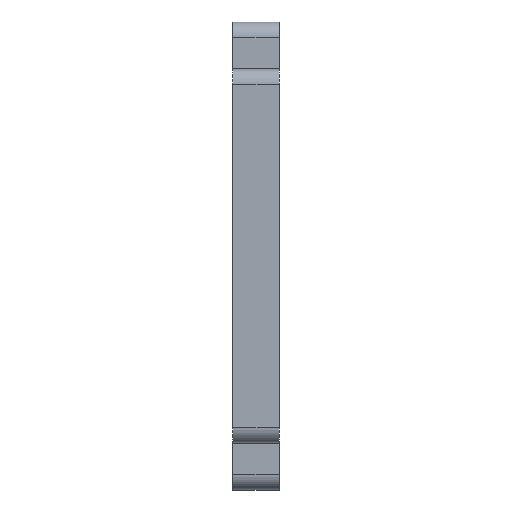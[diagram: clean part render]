
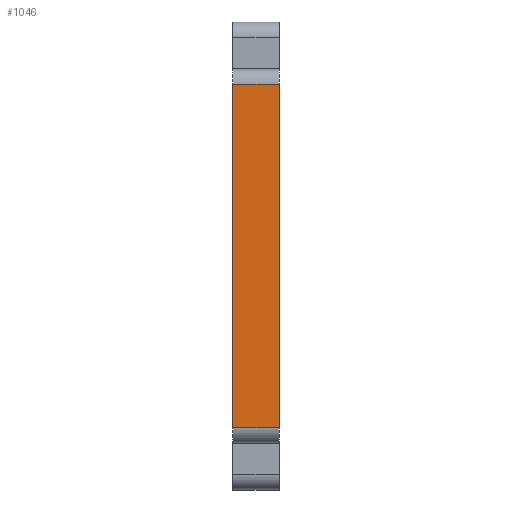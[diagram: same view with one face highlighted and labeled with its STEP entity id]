
A CAD part, left-side view. The second image highlights one B-rep face of the part: STEP entity #1046.
In plain terms, the highlighted planar face has unit normal (-1, 0, 0).
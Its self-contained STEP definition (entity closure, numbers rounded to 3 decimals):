
#31=PLANE('',#1172);
#70=FACE_OUTER_BOUND('',#134,.T.);
#134=EDGE_LOOP('',(#855,#856,#857,#858));
#191=LINE('',#1595,#295);
#215=LINE('',#1690,#319);
#240=LINE('',#1770,#344);
#242=LINE('',#1773,#346);
#295=VECTOR('',#1263,10.);
#319=VECTOR('',#1339,10.);
#344=VECTOR('',#1418,10.);
#346=VECTOR('',#1422,10.);
#460=VERTEX_POINT('',#1592);
#461=VERTEX_POINT('',#1594);
#505=VERTEX_POINT('',#1687);
#506=VERTEX_POINT('',#1689);
#566=EDGE_CURVE('',#460,#461,#191,.T.);
#614=EDGE_CURVE('',#505,#506,#215,.T.);
#656=EDGE_CURVE('',#506,#460,#240,.T.);
#658=EDGE_CURVE('',#461,#505,#242,.T.);
#855=ORIENTED_EDGE('',*,*,#656,.F.);
#856=ORIENTED_EDGE('',*,*,#614,.F.);
#857=ORIENTED_EDGE('',*,*,#658,.F.);
#858=ORIENTED_EDGE('',*,*,#566,.F.);
#1046=ADVANCED_FACE('',(#70),#31,.F.);
#1172=AXIS2_PLACEMENT_3D('',#1772,#1420,#1421);
#1263=DIRECTION('',(0.,0.,-1.));
#1339=DIRECTION('',(0.,0.,1.));
#1418=DIRECTION('',(0.,-1.,0.));
#1420=DIRECTION('center_axis',(1.,0.,0.));
#1421=DIRECTION('ref_axis',(0.,0.,1.));
#1422=DIRECTION('',(0.,1.,0.));
#1592=CARTESIAN_POINT('',(-27.,0.,11.));
#1594=CARTESIAN_POINT('',(-27.,0.,-11.));
#1595=CARTESIAN_POINT('',(-27.,0.,-7.5));
#1687=CARTESIAN_POINT('',(-27.,3.,-11.));
#1689=CARTESIAN_POINT('',(-27.,3.,11.));
#1690=CARTESIAN_POINT('',(-27.,3.,-7.5));
#1770=CARTESIAN_POINT('',(-27.,3.,11.));
#1772=CARTESIAN_POINT('Origin',(-27.,3.,-15.));
#1773=CARTESIAN_POINT('',(-27.,3.,-11.));
